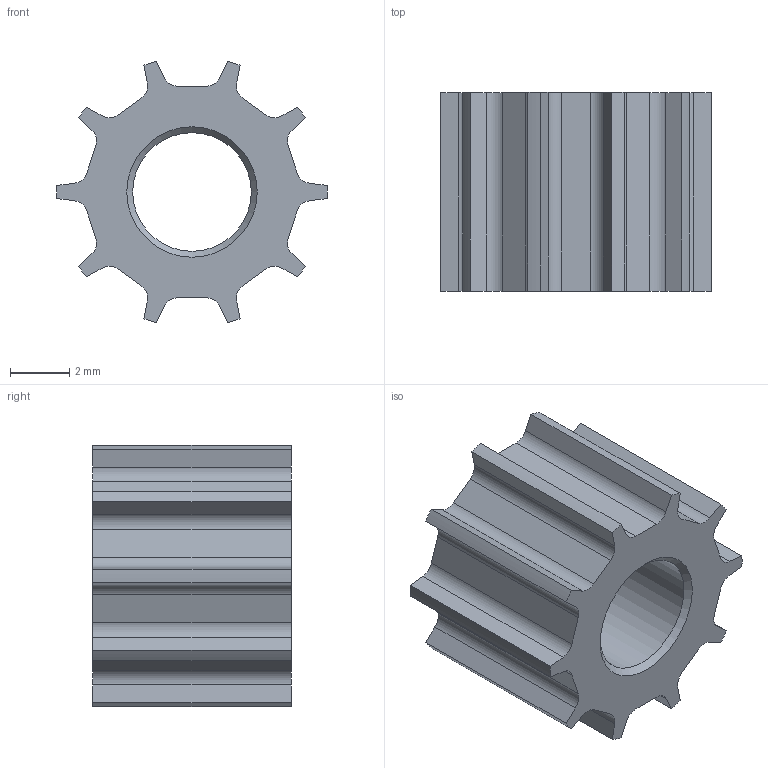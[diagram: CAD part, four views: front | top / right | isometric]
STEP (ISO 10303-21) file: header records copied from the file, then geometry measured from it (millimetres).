
FILE_DESCRIPTION (( 'STEP AP214' ), '1' );
FILE_NAME ('transmission_pulley_at3_t10_motor.STEP', '2020-02-12T06:38:31', ( '' ), ( '' ), 'SwSTEP 2.0', 'SolidWorks 2017', '' );
FILE_SCHEMA (( 'AUTOMOTIVE_DESIGN' ));
Length unit declared in the file: millimetre
Products named in the file (1): transmission_pulley_at3_t10_motor
Bounding box: 9.14 x 6.7 x 8.82 mm (x, y, z)
Volume: 227 mm3; surface area: 402.1 mm2
Topology: 1 solids, 1 shells, 65 faces, 187 edges, 124 vertices
Faces by surface type: plane 32, cylinder 31, cone 2
Full cylindrical faces by diameter (mm): 4 x1
Entity records: 2172 total; most frequent: DIRECTION 380, CARTESIAN_POINT 374, ORIENTED_EDGE 368, EDGE_CURVE 184, AXIS2_PLACEMENT_3D 130, VERTEX_POINT 124, VECTOR 120, LINE 120
